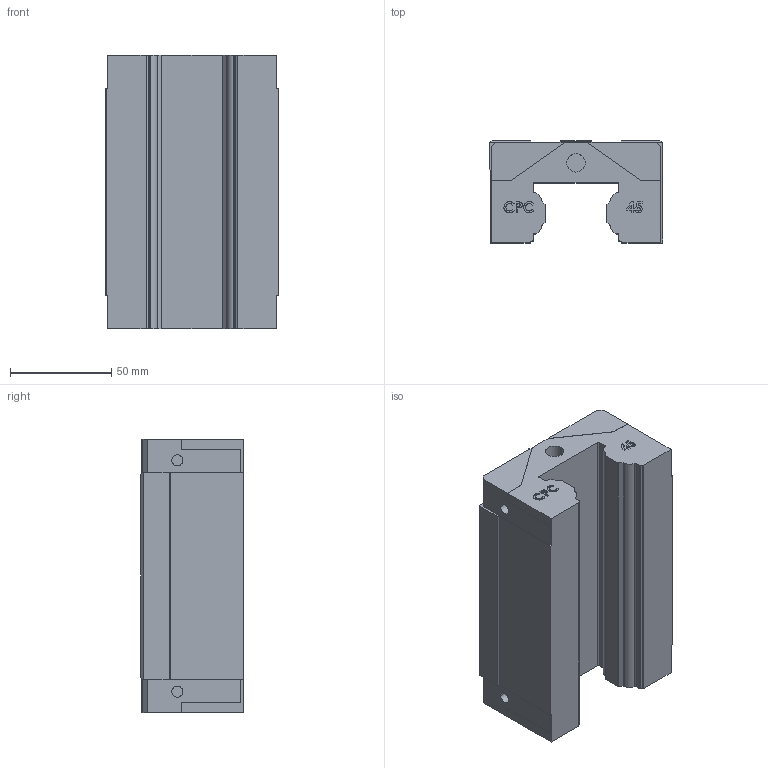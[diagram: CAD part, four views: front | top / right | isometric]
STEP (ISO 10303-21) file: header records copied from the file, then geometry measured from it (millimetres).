
FILE_DESCRIPTION (( 'STEP AP214' ), '1' );
FILE_NAME ('ARC45MN-BLOCK.STEP', '2013-03-11T10:23:29', ( 'CPC' ), ( '' ), 'SwSTEP 2.0', 'SolidWorks 2010', '' );
FILE_SCHEMA (( 'AUTOMOTIVE_DESIGN' ));
Length unit declared in the file: millimetre
Products named in the file (1): ARC45MN-BLOCK
Bounding box: 86 x 50.7 x 135.5 mm (x, y, z)
Volume: 423776.5 mm3; surface area: 56551.3 mm2
Topology: 1 solids, 1 shells, 318 faces, 844 edges, 552 vertices
Faces by surface type: plane 184, bspline 60, cylinder 58, cone 16
Entity records: 15941 total; most frequent: CARTESIAN_POINT 7887, ORIENTED_EDGE 1672, DIRECTION 1358, EDGE_CURVE 836, LINE 592, VECTOR 592, VERTEX_POINT 552, AXIS2_PLACEMENT_3D 383
